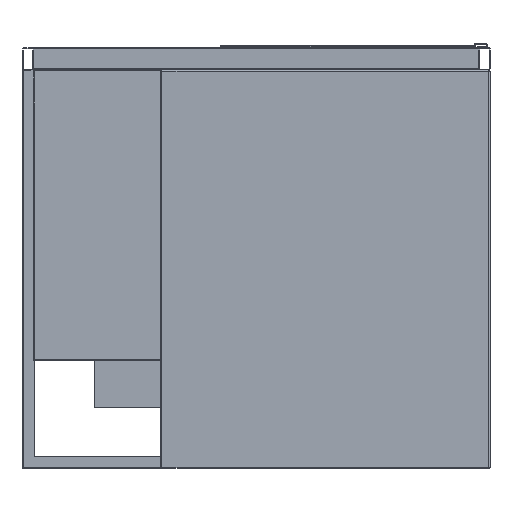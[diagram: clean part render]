
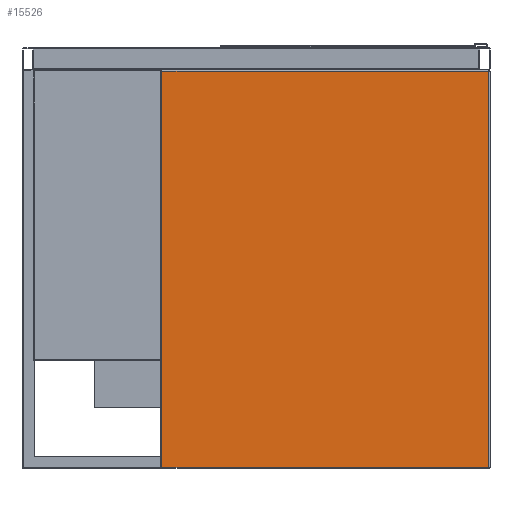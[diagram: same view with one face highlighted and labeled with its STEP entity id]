
A CAD part, front view. The second image highlights one B-rep face of the part: STEP entity #15526.
In plain terms, the highlighted planar face has unit normal (0, -1, 0).
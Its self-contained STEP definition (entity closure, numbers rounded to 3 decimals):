
#1009 = VERTEX_POINT ( 'NONE', #2577 ) ;
#1379 = VERTEX_POINT ( 'NONE', #8338 ) ;
#1423 = CARTESIAN_POINT ( 'NONE',  ( -297.5, -230., -42. ) ) ;
#1785 = DIRECTION ( 'NONE',  ( 0., 0., -1. ) ) ;
#2487 = DIRECTION ( 'NONE',  ( 0., 0., -1. ) ) ;
#2577 = CARTESIAN_POINT ( 'NONE',  ( -295.5, -230., -758. ) ) ;
#3596 = ORIENTED_EDGE ( 'NONE', *, *, #4617, .T. ) ;
#3642 = ORIENTED_EDGE ( 'NONE', *, *, #13302, .T. ) ;
#4617 = EDGE_CURVE ( 'NONE', #12172, #1009, #10546, .T. ) ;
#4885 = LINE ( 'NONE', #1423, #8981 ) ;
#5252 = EDGE_CURVE ( 'NONE', #1379, #12172, #4885, .T. ) ;
#6472 = VECTOR ( 'NONE', #7273, 1000. ) ;
#6606 = EDGE_CURVE ( 'NONE', #1009, #14003, #12670, .T. ) ;
#7273 = DIRECTION ( 'NONE',  ( 0., 0., 1. ) ) ;
#7315 = FACE_OUTER_BOUND ( 'NONE', #15267, .T. ) ;
#8233 = LINE ( 'NONE', #8550, #6472 ) ;
#8338 = CARTESIAN_POINT ( 'NONE',  ( 295.5, -230., -42. ) ) ;
#8550 = CARTESIAN_POINT ( 'NONE',  ( 295.5, -230., -760. ) ) ;
#8634 = VECTOR ( 'NONE', #14024, 1000. ) ;
#8981 = VECTOR ( 'NONE', #14582, 1000. ) ;
#9055 = ORIENTED_EDGE ( 'NONE', *, *, #6606, .T. ) ;
#9373 = CARTESIAN_POINT ( 'NONE',  ( 295.5, -230., -758. ) ) ;
#10069 = ORIENTED_EDGE ( 'NONE', *, *, #5252, .T. ) ;
#10546 = LINE ( 'NONE', #13843, #13756 ) ;
#10580 = AXIS2_PLACEMENT_3D ( 'NONE', #13508, #12163, #2487 ) ;
#12163 = DIRECTION ( 'NONE',  ( 0., -1., 0. ) ) ;
#12172 = VERTEX_POINT ( 'NONE', #13483 ) ;
#12670 = LINE ( 'NONE', #14102, #8634 ) ;
#13302 = EDGE_CURVE ( 'NONE', #14003, #1379, #8233, .T. ) ;
#13359 = PLANE ( 'NONE',  #10580 ) ;
#13483 = CARTESIAN_POINT ( 'NONE',  ( -295.5, -230., -42. ) ) ;
#13508 = CARTESIAN_POINT ( 'NONE',  ( -297.5, -230., -760. ) ) ;
#13756 = VECTOR ( 'NONE', #1785, 1000. ) ;
#13843 = CARTESIAN_POINT ( 'NONE',  ( -295.5, -230., -760. ) ) ;
#14003 = VERTEX_POINT ( 'NONE', #9373 ) ;
#14024 = DIRECTION ( 'NONE',  ( 1., 0., 0. ) ) ;
#14102 = CARTESIAN_POINT ( 'NONE',  ( -297.5, -230., -758. ) ) ;
#14582 = DIRECTION ( 'NONE',  ( -1., 0., 0. ) ) ;
#15267 = EDGE_LOOP ( 'NONE', ( #10069, #3596, #9055, #3642 ) ) ;
#15526 = ADVANCED_FACE ( 'Fl�che8', ( #7315 ), #13359, .T. ) ;
